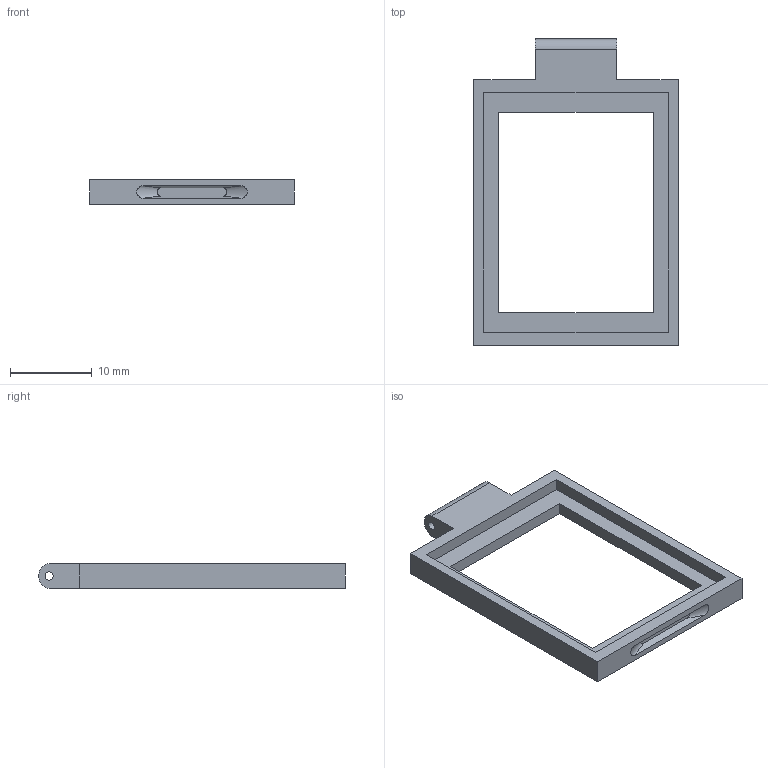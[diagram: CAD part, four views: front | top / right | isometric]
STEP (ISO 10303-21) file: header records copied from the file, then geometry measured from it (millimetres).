
FILE_DESCRIPTION(('FreeCAD Model'),'2;1');
FILE_NAME('cover_20mm_20mm_20mm.step', '2020-09-19T22:24:58',('Author'),(''), 'Open CASCADE STEP processor 7.4','FreeCAD','Unknown');
FILE_SCHEMA(('AUTOMOTIVE_DESIGN { 1 0 10303 214 1 1 1 1 }'));
Length unit declared in the file: millimetre
Products named in the file (2): Fillet002; SOLID
Assembly tree (1 placements, depth 2):
  Fillet002
    SOLID
Bounding box: 25 x 37.5 x 3 mm (x, y, z)
Volume: 872.2 mm3; surface area: 1486.6 mm2
Topology: 1 solids, 1 shells, 27 faces, 69 edges, 46 vertices
Faces by surface type: plane 20, bspline 4, cylinder 3
Full cylindrical faces by diameter (mm): 1 x1
Entity records: 1771 total; most frequent: CARTESIAN_POINT 378, DIRECTION 240, LINE 165, VECTOR 165, ORIENTED_EDGE 138, PCURVE 138, DEFINITIONAL_REPRESENTATION 138, EDGE_CURVE 69
